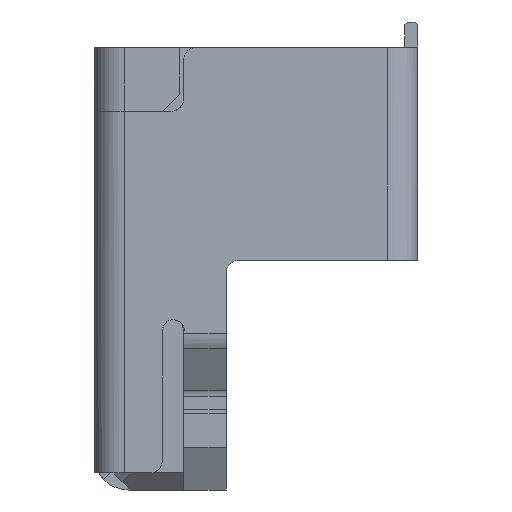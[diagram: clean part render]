
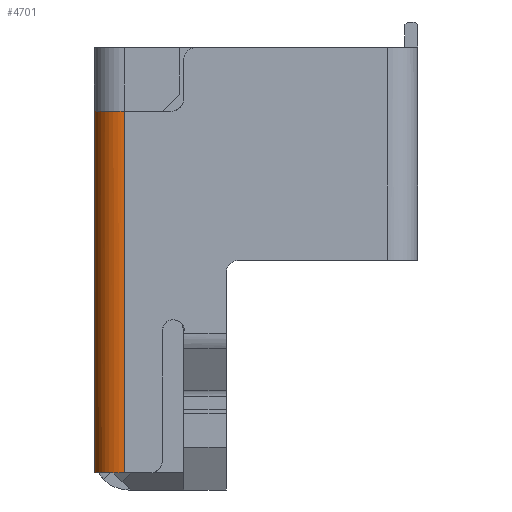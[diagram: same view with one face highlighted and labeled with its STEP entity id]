
A CAD part, left-side view. The second image highlights one B-rep face of the part: STEP entity #4701.
In plain terms, the highlighted free-form (B-spline) face has degree [1, 3] with [2, 4] control points.
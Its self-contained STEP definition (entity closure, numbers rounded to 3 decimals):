
#1030 = CARTESIAN_POINT ( 'NONE',  ( -5.555, 1.002, -5. ) ) ;
#1798 = ORIENTED_EDGE ( 'NONE', *, *, #13596, .F. ) ;
#1972 = CARTESIAN_POINT ( 'NONE',  ( -5.35, 1., -5. ) ) ;
#3162 = CARTESIAN_POINT ( 'NONE',  ( -5.35, 1., -0.75 ) ) ;
#3360 = CARTESIAN_POINT ( 'NONE',  ( -5.7, 0.647, -0.75 ) ) ;
#4494 = EDGE_LOOP ( 'NONE', ( #9450, #1798, #11659, #28440 ) ) ;
#4701 = ADVANCED_FACE ( 'NONE', ( #31710 ), #8043, .F. ) ;
#4739 = VERTEX_POINT ( 'NONE', #23897 ) ;
#5654 = CARTESIAN_POINT ( 'NONE',  ( -5.663, 0.832, -5. ) ) ;
#5874 = B_SPLINE_CURVE_WITH_KNOTS ( 'NONE', 3,
 ( #30502, #7960, #10125, #30663, #15562, #22855 ),
 .UNSPECIFIED., .F., .F.,
 ( 4, 2, 4 ),
 ( 0., 0.5, 1. ),
 .UNSPECIFIED. ) ;
#6188 = CARTESIAN_POINT ( 'NONE',  ( -5.7, 0.647, -5. ) ) ;
#6812 = CARTESIAN_POINT ( 'NONE',  ( -5.443, 1., -5. ) ) ;
#7827 = EDGE_CURVE ( 'NONE', #19256, #22895, #8172, .T. ) ;
#7960 = CARTESIAN_POINT ( 'NONE',  ( -5.443, 1., -0.75 ) ) ;
#8043 =( BOUNDED_SURFACE ( )  B_SPLINE_SURFACE ( 1, 3, ( 
 ( #3360, #13800, #8674, #18761 ),
 ( #6188, #31223, #1030, #16276 ) ),
 .UNSPECIFIED., .F., .F., .F. ) 
 B_SPLINE_SURFACE_WITH_KNOTS ( ( 2, 2 ),
 ( 4, 4 ),
 ( 0.019, 0.981 ),
 ( 0., 1. ),
 .UNSPECIFIED. ) 
 GEOMETRIC_REPRESENTATION_ITEM ( )  RATIONAL_B_SPLINE_SURFACE ( (
 ( 1., 0.8, 0.8, 1.),
 ( 1., 0.8, 0.8, 1.) ) ) 
 REPRESENTATION_ITEM ( '' )  SURFACE ( )  );
#8172 = B_SPLINE_CURVE_WITH_KNOTS ( 'NONE', 3,
 ( #3162, #18234, #28346, #28849 ),
 .UNSPECIFIED., .F., .F.,
 ( 4, 4 ),
 ( 0., 1. ),
 .UNSPECIFIED. ) ;
#8674 = CARTESIAN_POINT ( 'NONE',  ( -5.555, 1.002, -0.75 ) ) ;
#9045 = CARTESIAN_POINT ( 'NONE',  ( -5.35, 1., -0.75 ) ) ;
#9450 = ORIENTED_EDGE ( 'NONE', *, *, #22004, .F. ) ;
#10125 = CARTESIAN_POINT ( 'NONE',  ( -5.532, 0.963, -0.75 ) ) ;
#11612 = CARTESIAN_POINT ( 'NONE',  ( -5.7, 0.65, -0.75 ) ) ;
#11659 = ORIENTED_EDGE ( 'NONE', *, *, #23960, .F. ) ;
#12307 = CARTESIAN_POINT ( 'NONE',  ( -5.35, 1., -5. ) ) ;
#13596 = EDGE_CURVE ( 'NONE', #4739, #13664, #16050, .T. ) ;
#13664 = VERTEX_POINT ( 'NONE', #16742 ) ;
#13703 = B_SPLINE_CURVE_WITH_KNOTS ( 'NONE', 3,
 ( #30859, #28348, #5654, #19222, #6812, #1972 ),
 .UNSPECIFIED., .F., .F.,
 ( 4, 2, 4 ),
 ( 0., 0.5, 1. ),
 .UNSPECIFIED. ) ;
#13800 = CARTESIAN_POINT ( 'NONE',  ( -5.702, 0.855, -0.75 ) ) ;
#15562 = CARTESIAN_POINT ( 'NONE',  ( -5.7, 0.743, -0.75 ) ) ;
#16050 = B_SPLINE_CURVE_WITH_KNOTS ( 'NONE', 1,
 ( #11612, #31521 ),
 .UNSPECIFIED., .F., .F.,
 ( 2, 2 ),
 ( 0., 1. ),
 .UNSPECIFIED. ) ;
#16276 = CARTESIAN_POINT ( 'NONE',  ( -5.347, 1., -5. ) ) ;
#16742 = CARTESIAN_POINT ( 'NONE',  ( -5.7, 0.65, -5. ) ) ;
#18234 = CARTESIAN_POINT ( 'NONE',  ( -5.35, 1., -2.167 ) ) ;
#18761 = CARTESIAN_POINT ( 'NONE',  ( -5.347, 1., -0.75 ) ) ;
#19222 = CARTESIAN_POINT ( 'NONE',  ( -5.532, 0.963, -5. ) ) ;
#19256 = VERTEX_POINT ( 'NONE', #9045 ) ;
#22004 = EDGE_CURVE ( 'NONE', #13664, #22895, #13703, .T. ) ;
#22855 = CARTESIAN_POINT ( 'NONE',  ( -5.7, 0.65, -0.75 ) ) ;
#22895 = VERTEX_POINT ( 'NONE', #12307 ) ;
#23897 = CARTESIAN_POINT ( 'NONE',  ( -5.7, 0.65, -0.75 ) ) ;
#23960 = EDGE_CURVE ( 'NONE', #19256, #4739, #5874, .T. ) ;
#28346 = CARTESIAN_POINT ( 'NONE',  ( -5.35, 1., -3.583 ) ) ;
#28348 = CARTESIAN_POINT ( 'NONE',  ( -5.7, 0.743, -5. ) ) ;
#28440 = ORIENTED_EDGE ( 'NONE', *, *, #7827, .T. ) ;
#28849 = CARTESIAN_POINT ( 'NONE',  ( -5.35, 1., -5. ) ) ;
#30502 = CARTESIAN_POINT ( 'NONE',  ( -5.35, 1., -0.75 ) ) ;
#30663 = CARTESIAN_POINT ( 'NONE',  ( -5.663, 0.832, -0.75 ) ) ;
#30859 = CARTESIAN_POINT ( 'NONE',  ( -5.7, 0.65, -5. ) ) ;
#31223 = CARTESIAN_POINT ( 'NONE',  ( -5.702, 0.855, -5. ) ) ;
#31521 = CARTESIAN_POINT ( 'NONE',  ( -5.7, 0.65, -5. ) ) ;
#31710 = FACE_OUTER_BOUND ( 'NONE', #4494, .T. ) ;
